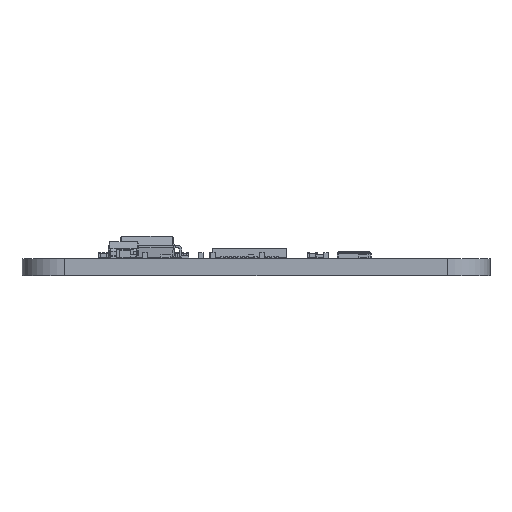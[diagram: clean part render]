
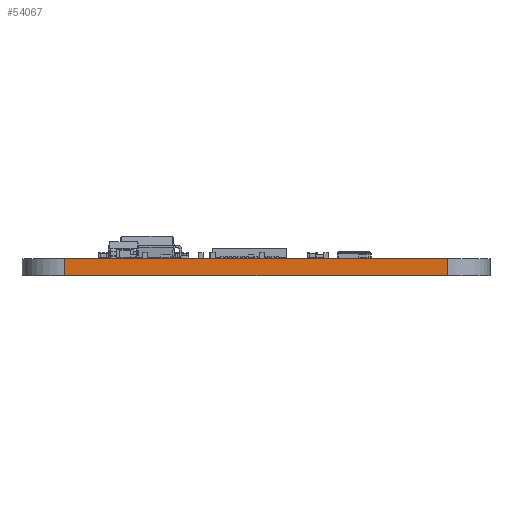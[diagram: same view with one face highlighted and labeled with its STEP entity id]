
A CAD part, left-side view. The second image highlights one B-rep face of the part: STEP entity #54067.
In plain terms, the highlighted planar face has unit normal (-1, 0, 0).
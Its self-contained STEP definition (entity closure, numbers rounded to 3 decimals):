
#54067 = ADVANCED_FACE('',(#54068),#54082,.F.);
#54068 = FACE_BOUND('',#54069,.F.);
#54069 = EDGE_LOOP('',(#54070,#54105,#54133,#54161));
#54070 = ORIENTED_EDGE('',*,*,#54071,.T.);
#54071 = EDGE_CURVE('',#54072,#54074,#54076,.T.);
#54072 = VERTEX_POINT('',#54073);
#54073 = CARTESIAN_POINT('',(-12.,18.,0.));
#54074 = VERTEX_POINT('',#54075);
#54075 = CARTESIAN_POINT('',(-12.,18.,1.6));
#54076 = SURFACE_CURVE('',#54077,(#54081,#54093),.PCURVE_S1.);
#54077 = LINE('',#54078,#54079);
#54078 = CARTESIAN_POINT('',(-12.,18.,0.));
#54079 = VECTOR('',#54080,1.);
#54080 = DIRECTION('',(0.,0.,1.));
#54081 = PCURVE('',#54082,#54087);
#54082 = PLANE('',#54083);
#54083 = AXIS2_PLACEMENT_3D('',#54084,#54085,#54086);
#54084 = CARTESIAN_POINT('',(-12.,18.,0.));
#54085 = DIRECTION('',(1.,0.,0.));
#54086 = DIRECTION('',(0.,-1.,0.));
#54087 = DEFINITIONAL_REPRESENTATION('',(#54088),#54092);
#54088 = LINE('',#54089,#54090);
#54089 = CARTESIAN_POINT('',(0.,0.));
#54090 = VECTOR('',#54091,1.);
#54091 = DIRECTION('',(0.,-1.));
#54092 = ( GEOMETRIC_REPRESENTATION_CONTEXT(2) 
PARAMETRIC_REPRESENTATION_CONTEXT() REPRESENTATION_CONTEXT('2D SPACE',''
  ) );
#54093 = PCURVE('',#54094,#54099);
#54094 = CYLINDRICAL_SURFACE('',#54095,4.);
#54095 = AXIS2_PLACEMENT_3D('',#54096,#54097,#54098);
#54096 = CARTESIAN_POINT('',(-8.,18.,0.));
#54097 = DIRECTION('',(0.,0.,-1.));
#54098 = DIRECTION('',(1.,0.,0.));
#54099 = DEFINITIONAL_REPRESENTATION('',(#54100),#54104);
#54100 = LINE('',#54101,#54102);
#54101 = CARTESIAN_POINT('',(-3.142,0.));
#54102 = VECTOR('',#54103,1.);
#54103 = DIRECTION('',(0.,-1.));
#54104 = ( GEOMETRIC_REPRESENTATION_CONTEXT(2) 
PARAMETRIC_REPRESENTATION_CONTEXT() REPRESENTATION_CONTEXT('2D SPACE',''
  ) );
#54105 = ORIENTED_EDGE('',*,*,#54106,.T.);
#54106 = EDGE_CURVE('',#54074,#54107,#54109,.T.);
#54107 = VERTEX_POINT('',#54108);
#54108 = CARTESIAN_POINT('',(-12.,-18.,1.6));
#54109 = SURFACE_CURVE('',#54110,(#54114,#54121),.PCURVE_S1.);
#54110 = LINE('',#54111,#54112);
#54111 = CARTESIAN_POINT('',(-12.,18.,1.6));
#54112 = VECTOR('',#54113,1.);
#54113 = DIRECTION('',(0.,-1.,0.));
#54114 = PCURVE('',#54082,#54115);
#54115 = DEFINITIONAL_REPRESENTATION('',(#54116),#54120);
#54116 = LINE('',#54117,#54118);
#54117 = CARTESIAN_POINT('',(0.,-1.6));
#54118 = VECTOR('',#54119,1.);
#54119 = DIRECTION('',(1.,0.));
#54120 = ( GEOMETRIC_REPRESENTATION_CONTEXT(2) 
PARAMETRIC_REPRESENTATION_CONTEXT() REPRESENTATION_CONTEXT('2D SPACE',''
  ) );
#54121 = PCURVE('',#54122,#54127);
#54122 = PLANE('',#54123);
#54123 = AXIS2_PLACEMENT_3D('',#54124,#54125,#54126);
#54124 = CARTESIAN_POINT('',(10.,0.,1.6));
#54125 = DIRECTION('',(0.,0.,1.));
#54126 = DIRECTION('',(1.,0.,0.));
#54127 = DEFINITIONAL_REPRESENTATION('',(#54128),#54132);
#54128 = LINE('',#54129,#54130);
#54129 = CARTESIAN_POINT('',(-22.,18.));
#54130 = VECTOR('',#54131,1.);
#54131 = DIRECTION('',(0.,-1.));
#54132 = ( GEOMETRIC_REPRESENTATION_CONTEXT(2) 
PARAMETRIC_REPRESENTATION_CONTEXT() REPRESENTATION_CONTEXT('2D SPACE',''
  ) );
#54133 = ORIENTED_EDGE('',*,*,#54134,.F.);
#54134 = EDGE_CURVE('',#54135,#54107,#54137,.T.);
#54135 = VERTEX_POINT('',#54136);
#54136 = CARTESIAN_POINT('',(-12.,-18.,0.));
#54137 = SURFACE_CURVE('',#54138,(#54142,#54149),.PCURVE_S1.);
#54138 = LINE('',#54139,#54140);
#54139 = CARTESIAN_POINT('',(-12.,-18.,0.));
#54140 = VECTOR('',#54141,1.);
#54141 = DIRECTION('',(0.,0.,1.));
#54142 = PCURVE('',#54082,#54143);
#54143 = DEFINITIONAL_REPRESENTATION('',(#54144),#54148);
#54144 = LINE('',#54145,#54146);
#54145 = CARTESIAN_POINT('',(36.,0.));
#54146 = VECTOR('',#54147,1.);
#54147 = DIRECTION('',(0.,-1.));
#54148 = ( GEOMETRIC_REPRESENTATION_CONTEXT(2) 
PARAMETRIC_REPRESENTATION_CONTEXT() REPRESENTATION_CONTEXT('2D SPACE',''
  ) );
#54149 = PCURVE('',#54150,#54155);
#54150 = CYLINDRICAL_SURFACE('',#54151,4.);
#54151 = AXIS2_PLACEMENT_3D('',#54152,#54153,#54154);
#54152 = CARTESIAN_POINT('',(-8.,-18.,0.));
#54153 = DIRECTION('',(0.,0.,-1.));
#54154 = DIRECTION('',(1.,0.,0.));
#54155 = DEFINITIONAL_REPRESENTATION('',(#54156),#54160);
#54156 = LINE('',#54157,#54158);
#54157 = CARTESIAN_POINT('',(-3.142,0.));
#54158 = VECTOR('',#54159,1.);
#54159 = DIRECTION('',(0.,-1.));
#54160 = ( GEOMETRIC_REPRESENTATION_CONTEXT(2) 
PARAMETRIC_REPRESENTATION_CONTEXT() REPRESENTATION_CONTEXT('2D SPACE',''
  ) );
#54161 = ORIENTED_EDGE('',*,*,#54162,.F.);
#54162 = EDGE_CURVE('',#54072,#54135,#54163,.T.);
#54163 = SURFACE_CURVE('',#54164,(#54168,#54175),.PCURVE_S1.);
#54164 = LINE('',#54165,#54166);
#54165 = CARTESIAN_POINT('',(-12.,18.,0.));
#54166 = VECTOR('',#54167,1.);
#54167 = DIRECTION('',(0.,-1.,0.));
#54168 = PCURVE('',#54082,#54169);
#54169 = DEFINITIONAL_REPRESENTATION('',(#54170),#54174);
#54170 = LINE('',#54171,#54172);
#54171 = CARTESIAN_POINT('',(0.,0.));
#54172 = VECTOR('',#54173,1.);
#54173 = DIRECTION('',(1.,0.));
#54174 = ( GEOMETRIC_REPRESENTATION_CONTEXT(2) 
PARAMETRIC_REPRESENTATION_CONTEXT() REPRESENTATION_CONTEXT('2D SPACE',''
  ) );
#54175 = PCURVE('',#54176,#54181);
#54176 = PLANE('',#54177);
#54177 = AXIS2_PLACEMENT_3D('',#54178,#54179,#54180);
#54178 = CARTESIAN_POINT('',(10.,0.,0.));
#54179 = DIRECTION('',(0.,0.,1.));
#54180 = DIRECTION('',(1.,0.,0.));
#54181 = DEFINITIONAL_REPRESENTATION('',(#54182),#54186);
#54182 = LINE('',#54183,#54184);
#54183 = CARTESIAN_POINT('',(-22.,18.));
#54184 = VECTOR('',#54185,1.);
#54185 = DIRECTION('',(0.,-1.));
#54186 = ( GEOMETRIC_REPRESENTATION_CONTEXT(2) 
PARAMETRIC_REPRESENTATION_CONTEXT() REPRESENTATION_CONTEXT('2D SPACE',''
  ) );
